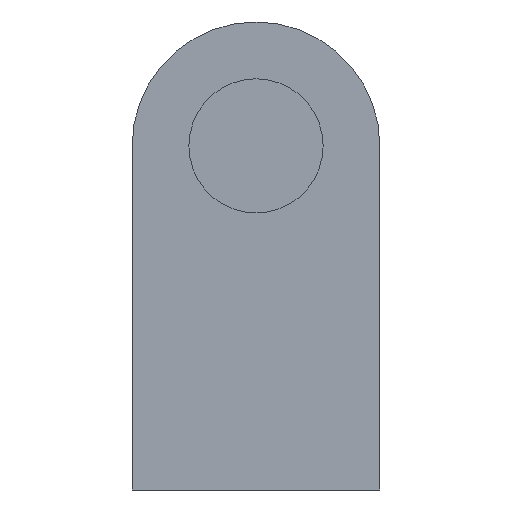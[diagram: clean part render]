
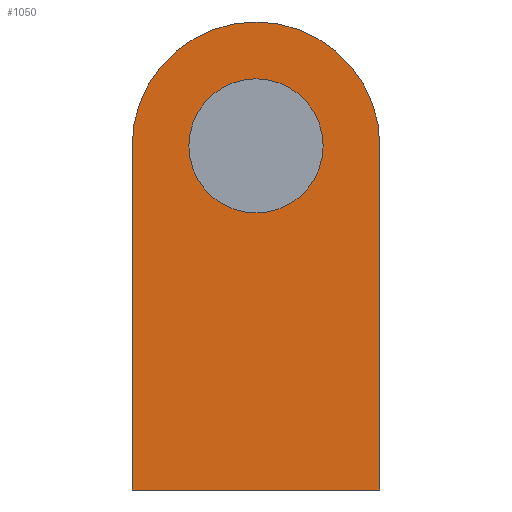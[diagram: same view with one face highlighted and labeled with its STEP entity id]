
A CAD part, left-side view. The second image highlights one B-rep face of the part: STEP entity #1050.
In plain terms, the highlighted planar face has unit normal (-1, 0, 0).
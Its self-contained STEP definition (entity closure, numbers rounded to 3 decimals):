
#12 = VERTEX_POINT ( 'NONE', #269 ) ;
#49 = ORIENTED_EDGE ( 'NONE', *, *, #460, .F. ) ;
#101 = DIRECTION ( 'NONE',  ( 0., 0., 1. ) ) ;
#113 = EDGE_CURVE ( 'NONE', #1273, #393, #1208, .T. ) ;
#141 = ORIENTED_EDGE ( 'NONE', *, *, #1323, .T. ) ;
#159 = FACE_OUTER_BOUND ( 'NONE', #571, .T. ) ;
#163 = EDGE_CURVE ( 'NONE', #834, #12, #1311, .T. ) ;
#185 = VERTEX_POINT ( 'NONE', #531 ) ;
#203 = DIRECTION ( 'NONE',  ( 0., 0., 1. ) ) ;
#206 = VERTEX_POINT ( 'NONE', #1410 ) ;
#223 = ORIENTED_EDGE ( 'NONE', *, *, #1043, .F. ) ;
#236 = DIRECTION ( 'NONE',  ( -1., 0., 0. ) ) ;
#264 = FACE_BOUND ( 'NONE', #503, .T. ) ;
#269 = CARTESIAN_POINT ( 'NONE',  ( -108., 18., 0. ) ) ;
#317 = DIRECTION ( 'NONE',  ( -1., 0., 0. ) ) ;
#371 = DIRECTION ( 'NONE',  ( 1., 0., 0. ) ) ;
#393 = VERTEX_POINT ( 'NONE', #788 ) ;
#439 = CARTESIAN_POINT ( 'NONE',  ( -108., 0., 0. ) ) ;
#448 = CIRCLE ( 'NONE', #639, 18. ) ;
#460 = EDGE_CURVE ( 'NONE', #393, #1273, #1072, .T. ) ;
#465 = VECTOR ( 'NONE', #101, 1000. ) ;
#473 = DIRECTION ( 'NONE',  ( 0., 0., -1. ) ) ;
#495 = LINE ( 'NONE', #591, #659 ) ;
#503 = EDGE_LOOP ( 'NONE', ( #49, #593 ) ) ;
#531 = CARTESIAN_POINT ( 'NONE',  ( -108., -18., -50. ) ) ;
#541 = AXIS2_PLACEMENT_3D ( 'NONE', #439, #236, #1105 ) ;
#564 = ORIENTED_EDGE ( 'NONE', *, *, #720, .T. ) ;
#571 = EDGE_LOOP ( 'NONE', ( #861, #141, #564, #959, #223 ) ) ;
#580 = AXIS2_PLACEMENT_3D ( 'NONE', #651, #1204, #856 ) ;
#591 = CARTESIAN_POINT ( 'NONE',  ( -108., -18., -50. ) ) ;
#593 = ORIENTED_EDGE ( 'NONE', *, *, #113, .F. ) ;
#597 = PLANE ( 'NONE',  #1304 ) ;
#639 = AXIS2_PLACEMENT_3D ( 'NONE', #1326, #317, #203 ) ;
#651 = CARTESIAN_POINT ( 'NONE',  ( -108., 0., 0. ) ) ;
#659 = VECTOR ( 'NONE', #828, 1000. ) ;
#700 = DIRECTION ( 'NONE',  ( -1., 0., 0. ) ) ;
#720 = EDGE_CURVE ( 'NONE', #1378, #12, #1114, .T. ) ;
#752 = CARTESIAN_POINT ( 'NONE',  ( -108., 18., -50. ) ) ;
#764 = CARTESIAN_POINT ( 'NONE',  ( -108., 18., -50. ) ) ;
#788 = CARTESIAN_POINT ( 'NONE',  ( -108., 0., 9.75 ) ) ;
#813 = CARTESIAN_POINT ( 'NONE',  ( -108., 0., 0. ) ) ;
#828 = DIRECTION ( 'NONE',  ( 0., 1., 0. ) ) ;
#831 = EDGE_CURVE ( 'NONE', #185, #206, #989, .T. ) ;
#834 = VERTEX_POINT ( 'NONE', #764 ) ;
#853 = DIRECTION ( 'NONE',  ( 0., 0., 1. ) ) ;
#856 = DIRECTION ( 'NONE',  ( 0., 0., 1. ) ) ;
#861 = ORIENTED_EDGE ( 'NONE', *, *, #831, .T. ) ;
#882 = CARTESIAN_POINT ( 'NONE',  ( -108., 0., 18. ) ) ;
#959 = ORIENTED_EDGE ( 'NONE', *, *, #163, .F. ) ;
#989 = LINE ( 'NONE', #1184, #1371 ) ;
#1031 = CARTESIAN_POINT ( 'NONE',  ( -108., -18., -50. ) ) ;
#1032 = DIRECTION ( 'NONE',  ( 0., 0., 1. ) ) ;
#1043 = EDGE_CURVE ( 'NONE', #185, #834, #495, .T. ) ;
#1050 = ADVANCED_FACE ( 'NONE', ( #264, #159 ), #597, .F. ) ;
#1072 = CIRCLE ( 'NONE', #541, 9.75 ) ;
#1105 = DIRECTION ( 'NONE',  ( 0., 0., 1. ) ) ;
#1114 = CIRCLE ( 'NONE', #1302, 18. ) ;
#1184 = CARTESIAN_POINT ( 'NONE',  ( -108., -18., -50. ) ) ;
#1197 = CARTESIAN_POINT ( 'NONE',  ( -108., 0., -9.75 ) ) ;
#1204 = DIRECTION ( 'NONE',  ( -1., 0., 0. ) ) ;
#1208 = CIRCLE ( 'NONE', #580, 9.75 ) ;
#1273 = VERTEX_POINT ( 'NONE', #1197 ) ;
#1302 = AXIS2_PLACEMENT_3D ( 'NONE', #813, #700, #1032 ) ;
#1304 = AXIS2_PLACEMENT_3D ( 'NONE', #1031, #371, #473 ) ;
#1311 = LINE ( 'NONE', #752, #465 ) ;
#1323 = EDGE_CURVE ( 'NONE', #206, #1378, #448, .T. ) ;
#1326 = CARTESIAN_POINT ( 'NONE',  ( -108., 0., 0. ) ) ;
#1371 = VECTOR ( 'NONE', #853, 1000. ) ;
#1378 = VERTEX_POINT ( 'NONE', #882 ) ;
#1410 = CARTESIAN_POINT ( 'NONE',  ( -108., -18., 0. ) ) ;
